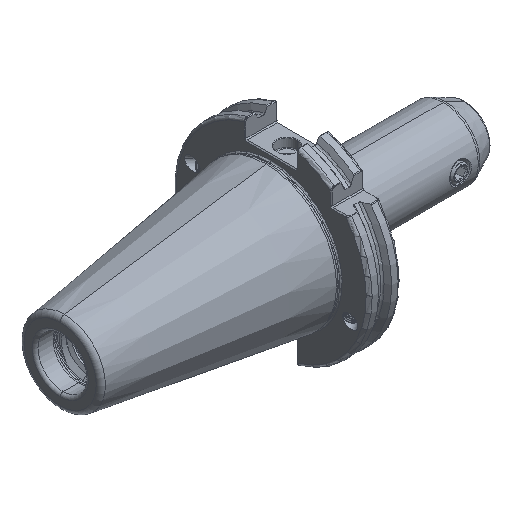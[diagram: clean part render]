
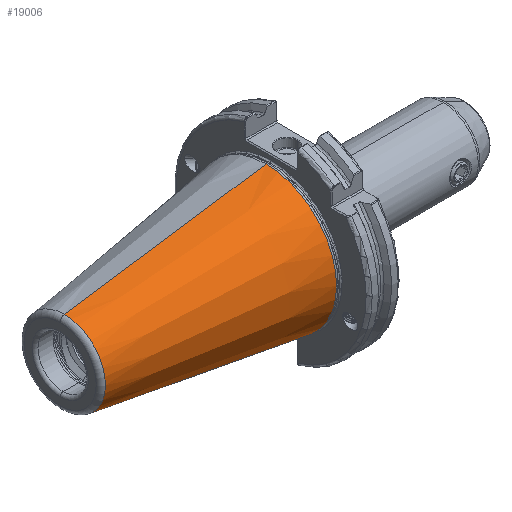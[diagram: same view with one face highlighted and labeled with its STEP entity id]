
A CAD part, isometric view. The second image highlights one B-rep face of the part: STEP entity #19006.
In plain terms, the highlighted conical face has half-angle 8.297 degrees and reference radius 35.392 mm.
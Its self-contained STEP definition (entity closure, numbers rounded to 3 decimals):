
#1252 = EDGE_LOOP ( 'NONE', ( #1669, #1585, #1658, #1707, #1689 ) ) ;
#1585 = ORIENTED_EDGE ( 'NONE', *, *, #12565, .T. ) ;
#1658 = ORIENTED_EDGE ( 'NONE', *, *, #13127, .T. ) ;
#1669 = ORIENTED_EDGE ( 'NONE', *, *, #13140, .F. ) ;
#1689 = ORIENTED_EDGE ( 'NONE', *, *, #13125, .F. ) ;
#1707 = ORIENTED_EDGE ( 'NONE', *, *, #12579, .F. ) ;
#4955 = VERTEX_POINT ( 'NONE', #18491 ) ;
#4960 = VERTEX_POINT ( 'NONE', #18493 ) ;
#9498 = CARTESIAN_POINT ( 'NONE',  ( -102.811, 0., -20.399 ) ) ;
#9508 = CARTESIAN_POINT ( 'NONE',  ( -2.5, -35.027, 0. ) ) ;
#9541 = CARTESIAN_POINT ( 'NONE',  ( -102.811, 0., 20.399 ) ) ;
#9946 = AXIS2_PLACEMENT_3D ( 'NONE', #10300, #10340, #10353 ) ;
#10300 = CARTESIAN_POINT ( 'NONE',  ( 0., 0., 0. ) ) ;
#10340 = DIRECTION ( 'NONE',  ( 1., 0., 0. ) ) ;
#10353 = DIRECTION ( 'NONE',  ( 0., 0., -1. ) ) ;
#12565 = EDGE_CURVE ( 'NONE', #23439, #23442, #14635, .T. ) ;
#12579 = EDGE_CURVE ( 'NONE', #23454, #4955, #14689, .T. ) ;
#12785 = AXIS2_PLACEMENT_3D ( 'NONE', #27124, #27099, #27135 ) ;
#12819 = AXIS2_PLACEMENT_3D ( 'NONE', #27154, #27179, #27187 ) ;
#13125 = EDGE_CURVE ( 'NONE', #4960, #23454, #13807, .T. ) ;
#13127 = EDGE_CURVE ( 'NONE', #23442, #4955, #13811, .T. ) ;
#13140 = EDGE_CURVE ( 'NONE', #23439, #4960, #13829, .T. ) ;
#13803 = VECTOR ( 'NONE', #21952, 1000. ) ;
#13807 = CIRCLE ( 'NONE', #16070, 35.027 ) ;
#13811 = LINE ( 'NONE', #21865, #13842 ) ;
#13829 = LINE ( 'NONE', #21920, #13803 ) ;
#13842 = VECTOR ( 'NONE', #21857, 1000. ) ;
#14635 = CIRCLE ( 'NONE', #12785, 20.399 ) ;
#14689 = CIRCLE ( 'NONE', #12819, 35.027 ) ;
#16070 = AXIS2_PLACEMENT_3D ( 'NONE', #21871, #21841, #21855 ) ;
#18491 = CARTESIAN_POINT ( 'NONE',  ( -2.5, 0., -35.027 ) ) ;
#18493 = CARTESIAN_POINT ( 'NONE',  ( -2.5, 0., 35.027 ) ) ;
#19006 = ADVANCED_FACE ( 'NONE', ( #24916 ), #24930, .T. ) ;
#21841 = DIRECTION ( 'NONE',  ( 1., 0., 0. ) ) ;
#21855 = DIRECTION ( 'NONE',  ( 0., 1., 0. ) ) ;
#21857 = DIRECTION ( 'NONE',  ( 0.99, 0., -0.144 ) ) ;
#21865 = CARTESIAN_POINT ( 'NONE',  ( 0., 0., -35.392 ) ) ;
#21871 = CARTESIAN_POINT ( 'NONE',  ( -2.5, 0., 0. ) ) ;
#21920 = CARTESIAN_POINT ( 'NONE',  ( 0., 0., 35.392 ) ) ;
#21952 = DIRECTION ( 'NONE',  ( 0.99, 0., 0.144 ) ) ;
#23439 = VERTEX_POINT ( 'NONE', #9541 ) ;
#23442 = VERTEX_POINT ( 'NONE', #9498 ) ;
#23454 = VERTEX_POINT ( 'NONE', #9508 ) ;
#24916 = FACE_OUTER_BOUND ( 'NONE', #1252, .T. ) ;
#24930 = CONICAL_SURFACE ( 'NONE', #9946, 35.392, 0.145 ) ;
#27099 = DIRECTION ( 'NONE',  ( 1., 0., 0. ) ) ;
#27124 = CARTESIAN_POINT ( 'NONE',  ( -102.811, 0., 0. ) ) ;
#27135 = DIRECTION ( 'NONE',  ( 0., 0., 1. ) ) ;
#27154 = CARTESIAN_POINT ( 'NONE',  ( -2.5, 0., 0. ) ) ;
#27179 = DIRECTION ( 'NONE',  ( 1., 0., 0. ) ) ;
#27187 = DIRECTION ( 'NONE',  ( 0., 1., 0. ) ) ;
